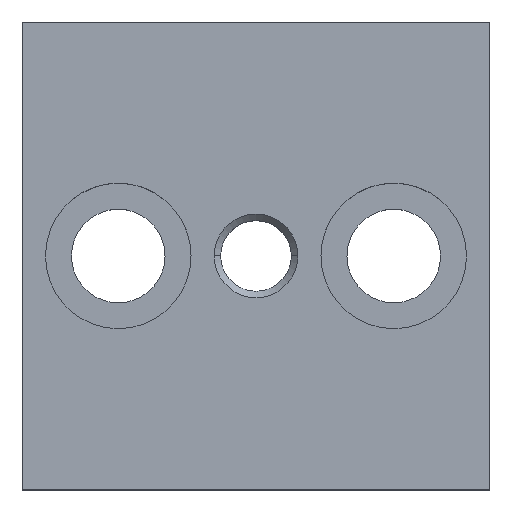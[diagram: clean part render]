
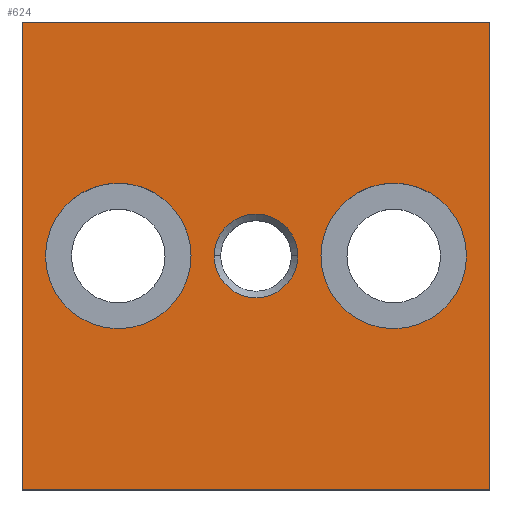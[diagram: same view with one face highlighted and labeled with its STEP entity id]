
A CAD part, top view. The second image highlights one B-rep face of the part: STEP entity #624.
In plain terms, the highlighted planar face has unit normal (0, 0, 1).
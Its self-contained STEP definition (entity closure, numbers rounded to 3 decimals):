
#1 = CARTESIAN_POINT ( 'NONE',  ( 26.525, 457.5, 10. ) ) ;
#2 = CARTESIAN_POINT ( 'NONE',  ( 45., 435., 10. ) ) ;
#3 = CARTESIAN_POINT ( 'NONE',  ( 0., 480., 10. ) ) ;
#10 = CARTESIAN_POINT ( 'NONE',  ( 0., 435., 10. ) ) ;
#12 = CARTESIAN_POINT ( 'NONE',  ( 16.25, 457.5, 10. ) ) ;
#14 = DIRECTION ( 'NONE',  ( 0., -1., 0. ) ) ;
#40 = EDGE_CURVE ( 'NONE', #186, #183, #285, .T. ) ;
#48 = EDGE_CURVE ( 'NONE', #184, #168, #227, .T. ) ;
#54 = EDGE_CURVE ( 'NONE', #166, #152, #613, .T. ) ;
#58 = EDGE_LOOP ( 'NONE', ( #67, #79, #74, #78 ) ) ;
#67 = ORIENTED_EDGE ( 'NONE', *, *, #54, .T. ) ;
#68 = ORIENTED_EDGE ( 'NONE', *, *, #654, .F. ) ;
#74 = ORIENTED_EDGE ( 'NONE', *, *, #627, .T. ) ;
#75 = EDGE_LOOP ( 'NONE', ( #123, #76 ) ) ;
#76 = ORIENTED_EDGE ( 'NONE', *, *, #40, .F. ) ;
#77 = ORIENTED_EDGE ( 'NONE', *, *, #48, .F. ) ;
#78 = ORIENTED_EDGE ( 'NONE', *, *, #629, .T. ) ;
#79 = ORIENTED_EDGE ( 'NONE', *, *, #641, .T. ) ;
#100 = ORIENTED_EDGE ( 'NONE', *, *, #630, .F. ) ;
#118 = ORIENTED_EDGE ( 'NONE', *, *, #633, .F. ) ;
#123 = ORIENTED_EDGE ( 'NONE', *, *, #631, .F. ) ;
#138 = FACE_BOUND ( 'NONE', #220, .T. ) ;
#152 = VERTEX_POINT ( 'NONE', #10 ) ;
#154 = VERTEX_POINT ( 'NONE', #12 ) ;
#166 = VERTEX_POINT ( 'NONE', #307 ) ;
#167 = VERTEX_POINT ( 'NONE', #306 ) ;
#168 = VERTEX_POINT ( 'NONE', #1 ) ;
#169 = VERTEX_POINT ( 'NONE', #2 ) ;
#179 = VERTEX_POINT ( 'NONE', #421 ) ;
#183 = VERTEX_POINT ( 'NONE', #425 ) ;
#184 = VERTEX_POINT ( 'NONE', #426 ) ;
#186 = VERTEX_POINT ( 'NONE', #428 ) ;
#220 = EDGE_LOOP ( 'NONE', ( #100, #68 ) ) ;
#225 = EDGE_LOOP ( 'NONE', ( #118, #77 ) ) ;
#227 = CIRCLE ( 'NONE', #229, 4.025 ) ;
#229 = AXIS2_PLACEMENT_3D ( 'NONE', #405, #336, #380 ) ;
#230 = VECTOR ( 'NONE', #478, 1000. ) ;
#231 = CIRCLE ( 'NONE', #234, 7. ) ;
#234 = AXIS2_PLACEMENT_3D ( 'NONE', #516, #517, #518 ) ;
#245 = VECTOR ( 'NONE', #14, 1000. ) ;
#246 = AXIS2_PLACEMENT_3D ( 'NONE', #430, #431, #432 ) ;
#256 = VECTOR ( 'NONE', #438, 1000. ) ;
#257 = CIRCLE ( 'NONE', #261, 7. ) ;
#260 = VECTOR ( 'NONE', #442, 1000. ) ;
#261 = AXIS2_PLACEMENT_3D ( 'NONE', #443, #444, #445 ) ;
#262 = CIRCLE ( 'NONE', #263, 7. ) ;
#263 = AXIS2_PLACEMENT_3D ( 'NONE', #446, #447, #448 ) ;
#267 = AXIS2_PLACEMENT_3D ( 'NONE', #452, #453, #454 ) ;
#275 = CIRCLE ( 'NONE', #267, 4.025 ) ;
#281 = AXIS2_PLACEMENT_3D ( 'NONE', #355, #363, #358 ) ;
#285 = CIRCLE ( 'NONE', #281, 7. ) ;
#306 = CARTESIAN_POINT ( 'NONE',  ( 2.25, 457.5, 10. ) ) ;
#307 = CARTESIAN_POINT ( 'NONE',  ( 0., 480., 10. ) ) ;
#336 = DIRECTION ( 'NONE',  ( 0., 0., 1. ) ) ;
#355 = CARTESIAN_POINT ( 'NONE',  ( 35.75, 457.5, 10. ) ) ;
#358 = DIRECTION ( 'NONE',  ( 1., 0., 0. ) ) ;
#363 = DIRECTION ( 'NONE',  ( 0., 0., 1. ) ) ;
#380 = DIRECTION ( 'NONE',  ( 1., 0., 0. ) ) ;
#405 = CARTESIAN_POINT ( 'NONE',  ( 22.5, 457.5, 10. ) ) ;
#421 = CARTESIAN_POINT ( 'NONE',  ( 45., 480., 10. ) ) ;
#425 = CARTESIAN_POINT ( 'NONE',  ( 42.75, 457.5, 10. ) ) ;
#426 = CARTESIAN_POINT ( 'NONE',  ( 18.475, 457.5, 10. ) ) ;
#428 = CARTESIAN_POINT ( 'NONE',  ( 28.75, 457.5, 10. ) ) ;
#429 = PLANE ( 'NONE',  #246 ) ;
#430 = CARTESIAN_POINT ( 'NONE',  ( 0., 435., 10. ) ) ;
#431 = DIRECTION ( 'NONE',  ( 0., 0., 1. ) ) ;
#432 = DIRECTION ( 'NONE',  ( 1., 0., 0. ) ) ;
#437 = CARTESIAN_POINT ( 'NONE',  ( 45., 480., 10. ) ) ;
#438 = DIRECTION ( 'NONE',  ( 0., 1., 0. ) ) ;
#441 = CARTESIAN_POINT ( 'NONE',  ( 0., 480., 10. ) ) ;
#442 = DIRECTION ( 'NONE',  ( -1., 0., 0. ) ) ;
#443 = CARTESIAN_POINT ( 'NONE',  ( 9.25, 457.5, 10. ) ) ;
#444 = DIRECTION ( 'NONE',  ( 0., 0., 1. ) ) ;
#445 = DIRECTION ( 'NONE',  ( 1., 0., 0. ) ) ;
#446 = CARTESIAN_POINT ( 'NONE',  ( 35.75, 457.5, 10. ) ) ;
#447 = DIRECTION ( 'NONE',  ( 0., 0., 1. ) ) ;
#448 = DIRECTION ( 'NONE',  ( 1., 0., 0. ) ) ;
#452 = CARTESIAN_POINT ( 'NONE',  ( 22.5, 457.5, 10. ) ) ;
#453 = DIRECTION ( 'NONE',  ( 0., 0., 1. ) ) ;
#454 = DIRECTION ( 'NONE',  ( 1., 0., 0. ) ) ;
#477 = CARTESIAN_POINT ( 'NONE',  ( 0., 435., 10. ) ) ;
#478 = DIRECTION ( 'NONE',  ( 1., 0., 0. ) ) ;
#516 = CARTESIAN_POINT ( 'NONE',  ( 9.25, 457.5, 10. ) ) ;
#517 = DIRECTION ( 'NONE',  ( 0., 0., 1. ) ) ;
#518 = DIRECTION ( 'NONE',  ( 1., 0., 0. ) ) ;
#605 = LINE ( 'NONE', #441, #260 ) ;
#606 = LINE ( 'NONE', #437, #256 ) ;
#609 = FACE_OUTER_BOUND ( 'NONE', #58, .T. ) ;
#610 = FACE_BOUND ( 'NONE', #225, .T. ) ;
#611 = FACE_BOUND ( 'NONE', #75, .T. ) ;
#613 = LINE ( 'NONE', #3, #245 ) ;
#620 = LINE ( 'NONE', #477, #230 ) ;
#624 = ADVANCED_FACE ( 'NONE', ( #138, #611, #610, #609 ), #429, .T. ) ;
#627 = EDGE_CURVE ( 'NONE', #169, #179, #606, .T. ) ;
#629 = EDGE_CURVE ( 'NONE', #179, #166, #605, .T. ) ;
#630 = EDGE_CURVE ( 'NONE', #154, #167, #257, .T. ) ;
#631 = EDGE_CURVE ( 'NONE', #183, #186, #262, .T. ) ;
#633 = EDGE_CURVE ( 'NONE', #168, #184, #275, .T. ) ;
#641 = EDGE_CURVE ( 'NONE', #152, #169, #620, .T. ) ;
#654 = EDGE_CURVE ( 'NONE', #167, #154, #231, .T. ) ;
